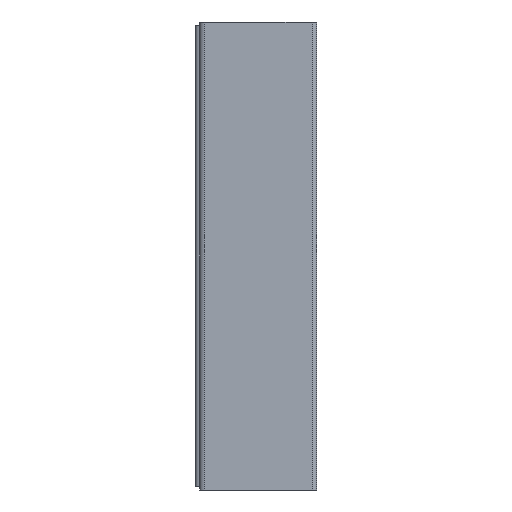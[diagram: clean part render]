
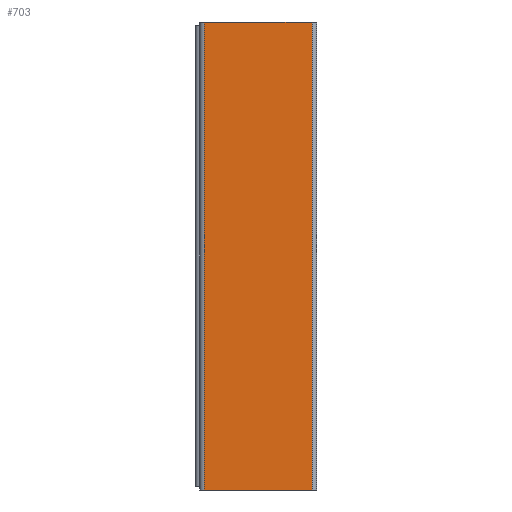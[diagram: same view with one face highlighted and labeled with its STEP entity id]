
A CAD part, left-side view. The second image highlights one B-rep face of the part: STEP entity #703.
In plain terms, the highlighted planar face has unit normal (-1, 0, 0).
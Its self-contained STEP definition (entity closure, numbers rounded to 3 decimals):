
#62 = ORIENTED_EDGE ( 'NONE', *, *, #813, .F. ) ;
#63 = ORIENTED_EDGE ( 'NONE', *, *, #814, .T. ) ;
#223 = CARTESIAN_POINT ( 'NONE',  ( -2.54, 0.61, 1.27 ) ) ;
#282 = VECTOR ( 'NONE', #651, 1000. ) ;
#350 = CARTESIAN_POINT ( 'NONE',  ( -2.54, 0.025, -1.27 ) ) ;
#504 = LINE ( 'NONE', #638, #510 ) ;
#506 = LINE ( 'NONE', #645, #508 ) ;
#508 = VECTOR ( 'NONE', #646, 1000. ) ;
#509 = LINE ( 'NONE', #648, #512 ) ;
#510 = VECTOR ( 'NONE', #647, 1000. ) ;
#511 = LINE ( 'NONE', #650, #282 ) ;
#512 = VECTOR ( 'NONE', #649, 1000. ) ;
#533 = AXIS2_PLACEMENT_3D ( 'NONE', #820, #821, #822 ) ;
#594 = EDGE_LOOP ( 'NONE', ( #751, #750, #62, #63 ) ) ;
#638 = CARTESIAN_POINT ( 'NONE',  ( -2.54, 0.025, 1.27 ) ) ;
#645 = CARTESIAN_POINT ( 'NONE',  ( -2.54, 0., -1.27 ) ) ;
#646 = DIRECTION ( 'NONE',  ( 0., -1., 0. ) ) ;
#647 = DIRECTION ( 'NONE',  ( 0., 0., 1. ) ) ;
#648 = CARTESIAN_POINT ( 'NONE',  ( -2.54, 0., 1.27 ) ) ;
#649 = DIRECTION ( 'NONE',  ( 0., -1., 0. ) ) ;
#650 = CARTESIAN_POINT ( 'NONE',  ( -2.54, 0.61, 1.27 ) ) ;
#651 = DIRECTION ( 'NONE',  ( 0., 0., -1. ) ) ;
#658 = CARTESIAN_POINT ( 'NONE',  ( -2.54, 0.61, -1.27 ) ) ;
#689 = PLANE ( 'NONE',  #533 ) ;
#703 = ADVANCED_FACE ( 'NONE', ( #1093 ), #689, .F. ) ;
#750 = ORIENTED_EDGE ( 'NONE', *, *, #812, .T. ) ;
#751 = ORIENTED_EDGE ( 'NONE', *, *, #811, .T. ) ;
#811 = EDGE_CURVE ( 'NONE', #929, #928, #506, .T. ) ;
#812 = EDGE_CURVE ( 'NONE', #928, #1065, #504, .T. ) ;
#813 = EDGE_CURVE ( 'NONE', #1066, #1065, #509, .T. ) ;
#814 = EDGE_CURVE ( 'NONE', #1066, #929, #511, .T. ) ;
#820 = CARTESIAN_POINT ( 'NONE',  ( -2.54, 0., 1.27 ) ) ;
#821 = DIRECTION ( 'NONE',  ( 1., 0., 0. ) ) ;
#822 = DIRECTION ( 'NONE',  ( 0., 0., -1. ) ) ;
#928 = VERTEX_POINT ( 'NONE', #350 ) ;
#929 = VERTEX_POINT ( 'NONE', #658 ) ;
#1065 = VERTEX_POINT ( 'NONE', #1127 ) ;
#1066 = VERTEX_POINT ( 'NONE', #223 ) ;
#1093 = FACE_OUTER_BOUND ( 'NONE', #594, .T. ) ;
#1127 = CARTESIAN_POINT ( 'NONE',  ( -2.54, 0.025, 1.27 ) ) ;
